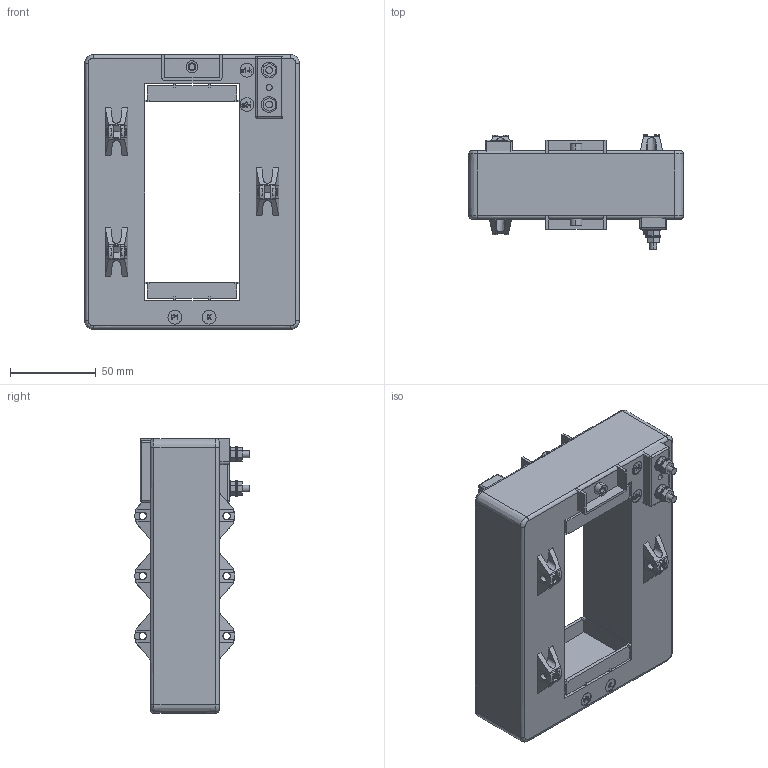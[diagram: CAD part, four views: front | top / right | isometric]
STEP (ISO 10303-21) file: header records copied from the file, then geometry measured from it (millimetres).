
FILE_DESCRIPTION(/* description */ (''),/* implementation_level */ '2;1');
FILE_NAME(/* name */ 'TAT125',/* time_stamp */ '2011-05-24T15:08:45+02:00',/* author */ (''),/* organization */ (''),/* preprocessor_version */ 'ST-DEVELOPER v8',/* originating_system */ '',/* authorisation */ '');
FILE_SCHEMA (('CONFIG_CONTROL_DESIGN'));
Length unit declared in the file: millimetre
Products named in the file (1): 1
Bounding box: 125 x 66.59 x 160 mm (x, y, z)
Volume: 544990.1 mm3; surface area: 88321.1 mm2
Topology: 48 solids, 48 shells, 849 faces, 2156 edges, 1380 vertices
Faces by surface type: bspline 849
Entity records: 28436 total; most frequent: CARTESIAN_POINT 15351, ORIENTED_EDGE 4312, EDGE_CURVE 2156, B_SPLINE_CURVE_WITH_KNOTS 1792, VERTEX_POINT 1407, EDGE_LOOP 882, ADVANCED_FACE 849, FACE_OUTER_BOUND 849
